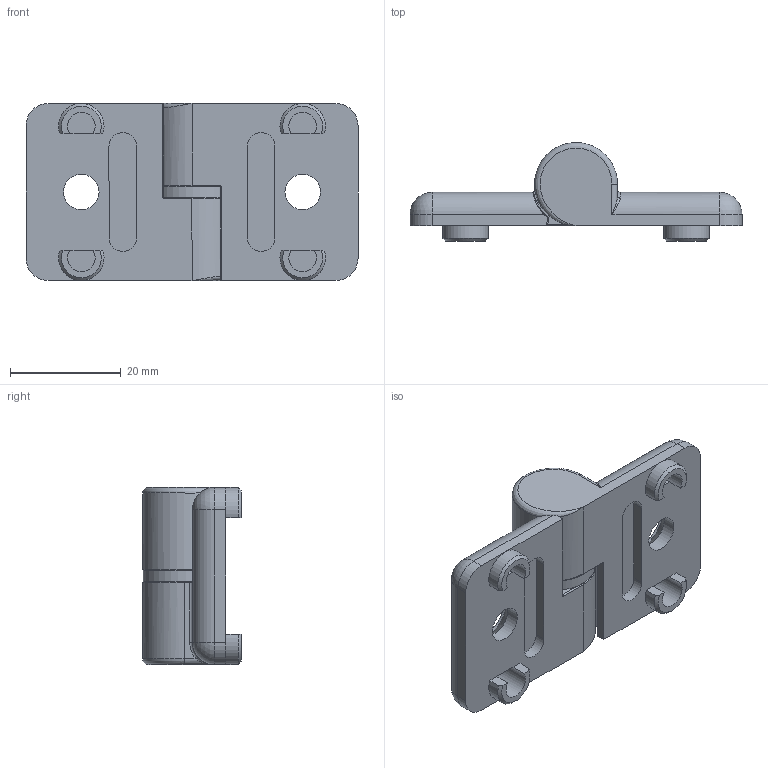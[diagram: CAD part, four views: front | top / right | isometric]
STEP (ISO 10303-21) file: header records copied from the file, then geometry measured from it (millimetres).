
FILE_DESCRIPTION(/* description */ ('KriTec_Scharnier_8_PA_grau_rechts'),/* implementation_level */ '2;1');
FILE_NAME(/* name */ '11242_KriTec_Scharnier_8_PA_rechts.stp',/* time_stamp */ '2021-10-18T14:11:13+02:00',/* author */ ('Nell'),/* organization */ (''),/* preprocessor_version */ 'ST-DEVELOPER v17',/* originating_system */ 'Autodesk Inventor 2018',/* authorisation */ '');
FILE_SCHEMA (('AUTOMOTIVE_DESIGN { 1 0 10303 214 3 1 1 }'));
Length unit declared in the file: millimetre
Products named in the file (4): 22242_KriTec_Scharnier_8_PA__grau_rechts; 22242_07; 22242_05; 22242_06
Assembly tree (4 placements, depth 2):
  22242_KriTec_Scharnier_8_PA__grau_rechts
    22242_07
    22242_05  x2
    22242_06
Bounding box: 60 x 17.8 x 32 mm (x, y, z)
Volume: 13077.5 mm3; surface area: 8007.2 mm2
Topology: 4 solids, 4 shells, 124 faces, 320 edges, 200 vertices
Faces by surface type: plane 50, cylinder 47, cone 9, torus 8, bspline 6, sphere 4
Full cylindrical faces by diameter (mm): 6 x2, 6.1 x2, 6.2 x2, 6.4 x2, 12.4 x2, 14.8 x1
Entity records: 2968 total; most frequent: CARTESIAN_POINT 1116, DIRECTION 386, ORIENTED_EDGE 346, EDGE_CURVE 173, AXIS2_PLACEMENT_3D 155, VERTEX_POINT 113, CIRCLE 79, EDGE_LOOP 76
